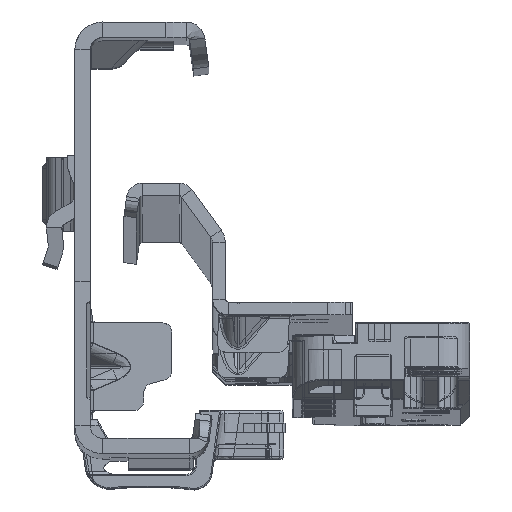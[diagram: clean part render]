
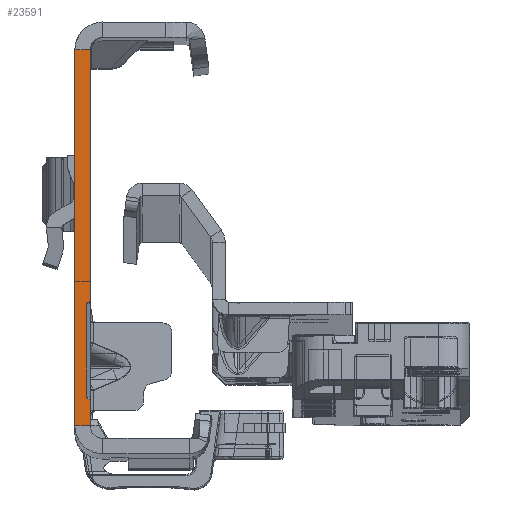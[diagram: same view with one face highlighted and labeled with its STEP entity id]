
A CAD part, top view. The second image highlights one B-rep face of the part: STEP entity #23591.
In plain terms, the highlighted planar face has unit normal (0, 0, 1).
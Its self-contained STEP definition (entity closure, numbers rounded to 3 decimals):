
#291 = CARTESIAN_POINT ( 'NONE',  ( 0.082, -26.047, 0. ) ) ;
#1519 = CARTESIAN_POINT ( 'NONE',  ( -0.536, -9.85, 0. ) ) ;
#1930 = VECTOR ( 'NONE', #118445, 1000. ) ;
#3574 = VECTOR ( 'NONE', #35250, 1000. ) ;
#7153 = CARTESIAN_POINT ( 'NONE',  ( 0., -30., 0. ) ) ;
#8677 = CARTESIAN_POINT ( 'NONE',  ( 0., 30., 0. ) ) ;
#8973 = CARTESIAN_POINT ( 'NONE',  ( -0.536, -25.45, 0. ) ) ;
#9695 = CARTESIAN_POINT ( 'NONE',  ( 0., -30., 0. ) ) ;
#11471 = VERTEX_POINT ( 'NONE', #75363 ) ;
#12696 = VECTOR ( 'NONE', #32072, 1000. ) ;
#12712 = EDGE_CURVE ( 'NONE', #60848, #71446, #29674, .T. ) ;
#17884 = LINE ( 'NONE', #291, #100326 ) ;
#23318 = VERTEX_POINT ( 'NONE', #97726 ) ;
#23591 = ADVANCED_FACE ( 'NONE', ( #52723 ), #124986, .T. ) ;
#25602 = ORIENTED_EDGE ( 'NONE', *, *, #57598, .T. ) ;
#27796 = ORIENTED_EDGE ( 'NONE', *, *, #63065, .T. ) ;
#29674 = LINE ( 'NONE', #49868, #66409 ) ;
#32072 = DIRECTION ( 'NONE',  ( 0., -1., 0. ) ) ;
#33255 = VERTEX_POINT ( 'NONE', #7153 ) ;
#34014 = DIRECTION ( 'NONE',  ( 0., -1., 0. ) ) ;
#35250 = DIRECTION ( 'NONE',  ( 0.719, 0.695, 0. ) ) ;
#38934 = EDGE_CURVE ( 'NONE', #11471, #33255, #44158, .T. ) ;
#44158 = LINE ( 'NONE', #123628, #78705 ) ;
#48477 = EDGE_LOOP ( 'NONE', ( #73981, #89709, #54828, #25602, #52693, #87146, #75239, #27796 ) ) ;
#49868 = CARTESIAN_POINT ( 'NONE',  ( 0., -32., 0. ) ) ;
#52693 = ORIENTED_EDGE ( 'NONE', *, *, #65476, .T. ) ;
#52723 = FACE_OUTER_BOUND ( 'NONE', #48477, .T. ) ;
#54828 = ORIENTED_EDGE ( 'NONE', *, *, #12712, .F. ) ;
#55297 = DIRECTION ( 'NONE',  ( 0., 0., 1. ) ) ;
#55440 = CARTESIAN_POINT ( 'NONE',  ( -2.45, 30., 0. ) ) ;
#56088 = LINE ( 'NONE', #125766, #3574 ) ;
#57598 = EDGE_CURVE ( 'NONE', #60848, #114827, #107639, .T. ) ;
#60848 = VERTEX_POINT ( 'NONE', #108743 ) ;
#62094 = EDGE_CURVE ( 'NONE', #23318, #97709, #82252, .T. ) ;
#63065 = EDGE_CURVE ( 'NONE', #11471, #97709, #17884, .T. ) ;
#65476 = EDGE_CURVE ( 'NONE', #114827, #117606, #82893, .T. ) ;
#66409 = VECTOR ( 'NONE', #109129, 1000. ) ;
#69626 = CARTESIAN_POINT ( 'NONE',  ( -2.45, -30., 0. ) ) ;
#71446 = VERTEX_POINT ( 'NONE', #121631 ) ;
#73981 = ORIENTED_EDGE ( 'NONE', *, *, #62094, .F. ) ;
#74635 = VECTOR ( 'NONE', #118067, 1000. ) ;
#75239 = ORIENTED_EDGE ( 'NONE', *, *, #38934, .F. ) ;
#75363 = CARTESIAN_POINT ( 'NONE',  ( 0., -25.968, 0. ) ) ;
#78705 = VECTOR ( 'NONE', #104068, 1000. ) ;
#79737 = DIRECTION ( 'NONE',  ( -0.719, 0.695, 0. ) ) ;
#82252 = LINE ( 'NONE', #1519, #12696 ) ;
#82272 = AXIS2_PLACEMENT_3D ( 'NONE', #93082, #55297, #104768 ) ;
#82893 = LINE ( 'NONE', #123246, #88355 ) ;
#87146 = ORIENTED_EDGE ( 'NONE', *, *, #127757, .F. ) ;
#88355 = VECTOR ( 'NONE', #34014, 1000. ) ;
#89709 = ORIENTED_EDGE ( 'NONE', *, *, #114873, .T. ) ;
#93082 = CARTESIAN_POINT ( 'NONE',  ( -2.45, -32., 0. ) ) ;
#97709 = VERTEX_POINT ( 'NONE', #8973 ) ;
#97726 = CARTESIAN_POINT ( 'NONE',  ( -0.536, -10.45, 0. ) ) ;
#100326 = VECTOR ( 'NONE', #79737, 1000. ) ;
#104068 = DIRECTION ( 'NONE',  ( 0., -1., 0. ) ) ;
#104768 = DIRECTION ( 'NONE',  ( 1., 0., 0. ) ) ;
#107639 = LINE ( 'NONE', #8677, #74635 ) ;
#108743 = CARTESIAN_POINT ( 'NONE',  ( 0., 30., 0. ) ) ;
#109129 = DIRECTION ( 'NONE',  ( 0., -1., 0. ) ) ;
#114827 = VERTEX_POINT ( 'NONE', #55440 ) ;
#114873 = EDGE_CURVE ( 'NONE', #23318, #71446, #56088, .T. ) ;
#117606 = VERTEX_POINT ( 'NONE', #69626 ) ;
#118067 = DIRECTION ( 'NONE',  ( -1., 0., 0. ) ) ;
#118445 = DIRECTION ( 'NONE',  ( -1., 0., 0. ) ) ;
#119089 = LINE ( 'NONE', #9695, #1930 ) ;
#121631 = CARTESIAN_POINT ( 'NONE',  ( 0., -9.932, 0. ) ) ;
#123246 = CARTESIAN_POINT ( 'NONE',  ( -2.45, -32., 0. ) ) ;
#123628 = CARTESIAN_POINT ( 'NONE',  ( 0., -32., 0. ) ) ;
#124986 = PLANE ( 'NONE',  #82272 ) ;
#125766 = CARTESIAN_POINT ( 'NONE',  ( -0.259, -10.182, 0. ) ) ;
#127757 = EDGE_CURVE ( 'NONE', #33255, #117606, #119089, .T. ) ;
